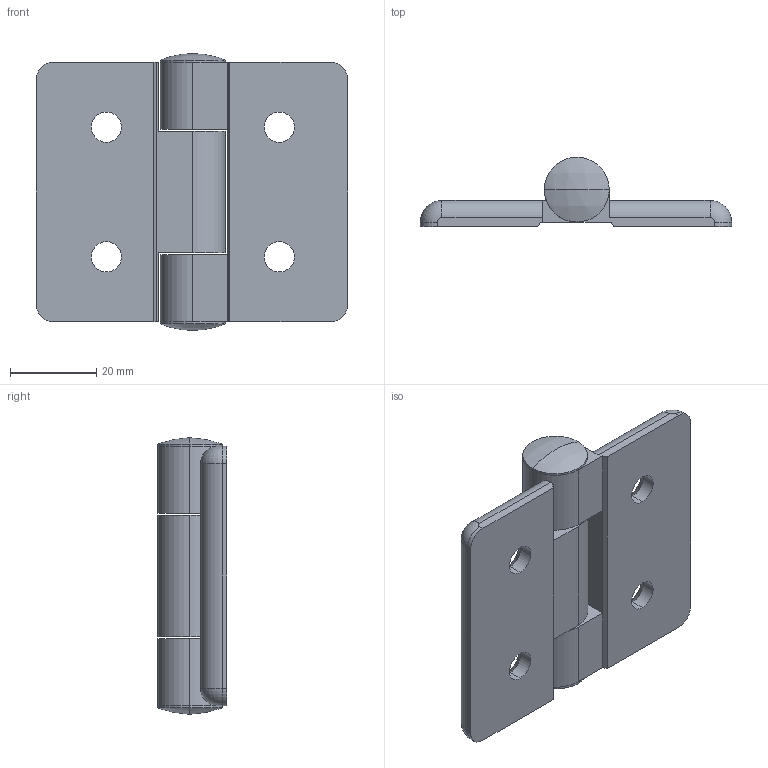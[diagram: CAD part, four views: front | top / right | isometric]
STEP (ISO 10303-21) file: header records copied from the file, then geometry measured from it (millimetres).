
FILE_DESCRIPTION (( 'STEP AP203' ), '1' );
FILE_NAME ('Žº‰ª•ÏŠ·.STEP', '2012-05-01T01:40:25', ( '' ), ( '' ), 'SwSTEP 2.0', 'SolidWorks 2011', '' );
FILE_SCHEMA (( 'CONFIG_CONTROL_DESIGN' ));
Length unit declared in the file: millimetre
Products named in the file (4): 室岡変換; B-505キャップ_; B-505-3ヒンジB_; B-505-3ヒンジA_
Assembly tree (4 placements, depth 2):
  室岡変換
    B-505キャップ_  x2
    B-505-3ヒンジB_
    B-505-3ヒンジA_
Bounding box: 72 x 16 x 64 mm (x, y, z)
Volume: 29163.2 mm3; surface area: 14514.8 mm2
Topology: 4 solids, 4 shells, 85 faces, 209 edges, 134 vertices
Faces by surface type: cylinder 37, plane 28, sphere 8, cone 8, torus 4
Entity records: 2721 total; most frequent: DIRECTION 437, CARTESIAN_POINT 387, ORIENTED_EDGE 370, EDGE_CURVE 185, AXIS2_PLACEMENT_3D 169, VERTEX_POINT 119, LINE 99, VECTOR 99
